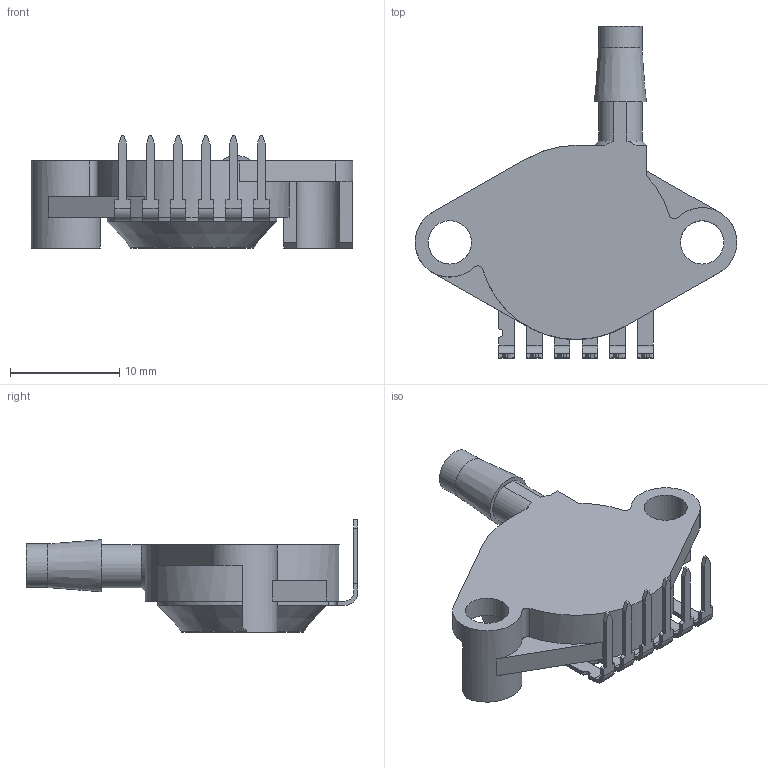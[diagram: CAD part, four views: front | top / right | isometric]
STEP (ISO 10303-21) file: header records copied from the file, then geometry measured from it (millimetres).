
FILE_DESCRIPTION(/* description */ (''),/* implementation_level */ '2;1');
FILE_NAME(/* name */ 'User Library-MPX5100GP.step',/* time_stamp */ '2021-10-09T12:30:20-03:00',/* author */ (''),/* organization */ (''),/* preprocessor_version */ 'ST-DEVELOPER v18.1',/* originating_system */ 'Autodesk Translation Framework v10.10.0.1391',/* authorisation */ '');
FILE_SCHEMA (('AUTOMOTIVE_DESIGN { 1 0 10303 214 3 1 1 }'));
Length unit declared in the file: millimetre
Products named in the file (1): User Library-MPX5100GP
Bounding box: 29.46 x 30.39 x 10.31 mm (x, y, z)
Volume: 2091.3 mm3; surface area: 1703.2 mm2
Topology: 1 solids, 1 shells, 153 faces, 420 edges, 271 vertices
Faces by surface type: plane 117, cylinder 33, cone 3
Full cylindrical faces by diameter (mm): 2.5 x1, 3.965 x2, 4 x1, 9.175 x1, 11.175 x1
Entity records: 4969 total; most frequent: CARTESIAN_POINT 849, ORIENTED_EDGE 840, DIRECTION 832, EDGE_CURVE 420, LINE 312, VECTOR 312, VERTEX_POINT 271, AXIS2_PLACEMENT_3D 260
